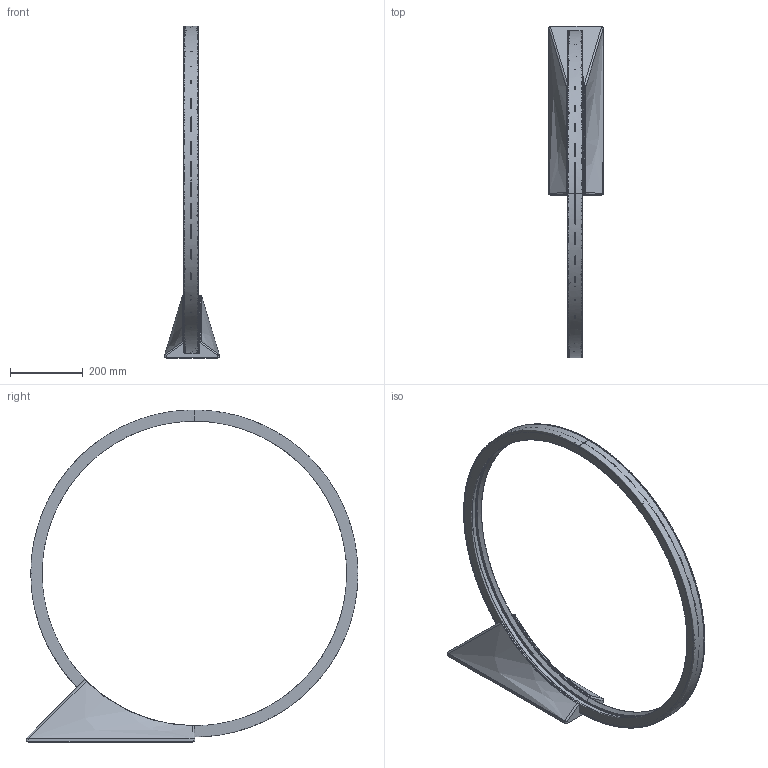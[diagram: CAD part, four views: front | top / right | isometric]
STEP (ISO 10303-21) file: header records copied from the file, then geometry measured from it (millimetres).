
FILE_DESCRIPTION(/* description */ (''),/* implementation_level */ '2;1');
FILE_NAME(/* name */ 'T071000-floor_sempl',/* time_stamp */ '2019-06-24T14:41:40+02:00',/* author */ (''),/* organization */ (''),/* preprocessor_version */ 'ST-DEVELOPER v15',/* originating_system */ '',/* authorisation */ '');
FILE_SCHEMA (('AUTOMOTIVE_DESIGN'));
Length unit declared in the file: millimetre
Products named in the file (2): Document; Blocco 12
Assembly tree (1 placements, depth 2):
  Document
    Blocco 12
Bounding box: 150.56 x 913.17 x 914 mm (x, y, z)
Volume: 4113002.2 mm3; surface area: 1156718.5 mm2
Topology: 2 solids, 30 shells, 736 faces, 2158 edges, 1426 vertices
Faces by surface type: plane 436, bspline 300
Entity records: 35456 total; most frequent: CARTESIAN_POINT 22767, ORIENTED_EDGE 4064, EDGE_CURVE 2155, VERTEX_POINT 1426, B_SPLINE_CURVE_WITH_KNOTS 1345, EDGE_LOOP 750, ADVANCED_FACE 734, FACE_OUTER_BOUND 734
